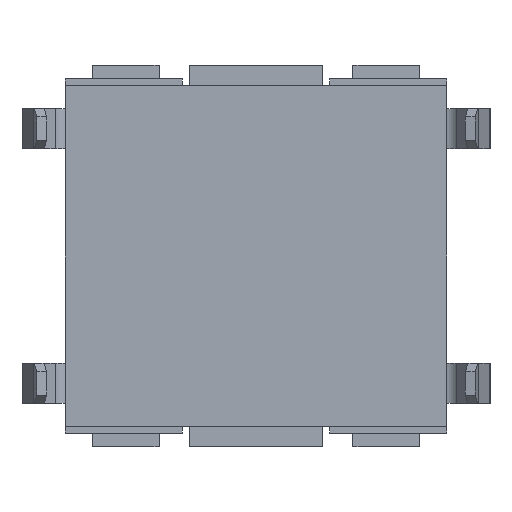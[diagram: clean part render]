
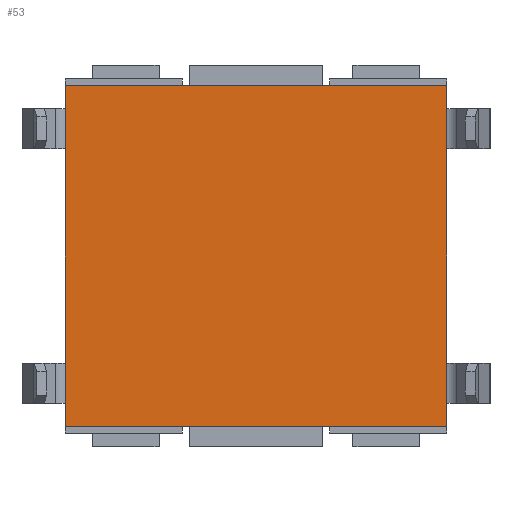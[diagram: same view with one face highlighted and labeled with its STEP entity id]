
A CAD part, front view. The second image highlights one B-rep face of the part: STEP entity #53.
In plain terms, the highlighted planar face has unit normal (0, -1, 0).
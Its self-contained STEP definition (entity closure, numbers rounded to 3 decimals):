
#7 = EDGE_CURVE ( 'NONE', #4277, #4528, #2207, .T. ) ;
#40 = ORIENTED_EDGE ( 'NONE', *, *, #4535, .F. ) ;
#41 = ORIENTED_EDGE ( 'NONE', *, *, #4440, .F. ) ;
#42 = ORIENTED_EDGE ( 'NONE', *, *, #4527, .F. ) ;
#44 = EDGE_LOOP ( 'NONE', ( #45, #42, #41, #40 ) ) ;
#45 = ORIENTED_EDGE ( 'NONE', *, *, #7, .T. ) ;
#53 = ADVANCED_FACE ( 'NONE', ( #2264 ), #2262, .T. ) ;
#276 = CARTESIAN_POINT ( 'NONE',  ( -5.7, 0., 5.1 ) ) ;
#343 = CARTESIAN_POINT ( 'NONE',  ( -5.7, 0., -5.1 ) ) ;
#604 = DIRECTION ( 'NONE',  ( 1., 0., 0. ) ) ;
#605 = VECTOR ( 'NONE', #604, 1000. ) ;
#606 = CARTESIAN_POINT ( 'NONE',  ( 5.7, 0., 5.1 ) ) ;
#607 = LINE ( 'NONE', #606, #605 ) ;
#707 = CARTESIAN_POINT ( 'NONE',  ( 5.7, 0., 5.1 ) ) ;
#712 = DIRECTION ( 'NONE',  ( 0., 0., 1. ) ) ;
#713 = VECTOR ( 'NONE', #712, 1000. ) ;
#714 = CARTESIAN_POINT ( 'NONE',  ( -5.7, 0., 0. ) ) ;
#715 = LINE ( 'NONE', #714, #713 ) ;
#716 = CARTESIAN_POINT ( 'NONE',  ( 5.7, 0., -5.1 ) ) ;
#717 = DIRECTION ( 'NONE',  ( 0., 0., -1. ) ) ;
#718 = VECTOR ( 'NONE', #717, 1000. ) ;
#719 = CARTESIAN_POINT ( 'NONE',  ( 5.7, 0., 0. ) ) ;
#720 = LINE ( 'NONE', #719, #718 ) ;
#2204 = DIRECTION ( 'NONE',  ( 1., 0., 0. ) ) ;
#2205 = VECTOR ( 'NONE', #2204, 1000. ) ;
#2206 = CARTESIAN_POINT ( 'NONE',  ( -5.7, 0., -5.1 ) ) ;
#2207 = LINE ( 'NONE', #2206, #2205 ) ;
#2258 = DIRECTION ( 'NONE',  ( 0., 0., -1. ) ) ;
#2259 = DIRECTION ( 'NONE',  ( 0., -1., 0. ) ) ;
#2260 = CARTESIAN_POINT ( 'NONE',  ( 5.7, 0., 5.1 ) ) ;
#2261 = AXIS2_PLACEMENT_3D ( 'NONE', #2260, #2259, #2258 ) ;
#2262 = PLANE ( 'NONE',  #2261 ) ;
#2264 = FACE_OUTER_BOUND ( 'NONE', #44, .T. ) ;
#4240 = VERTEX_POINT ( 'NONE', #276 ) ;
#4277 = VERTEX_POINT ( 'NONE', #343 ) ;
#4440 = EDGE_CURVE ( 'NONE', #4240, #4537, #607, .T. ) ;
#4527 = EDGE_CURVE ( 'NONE', #4537, #4528, #720, .T. ) ;
#4528 = VERTEX_POINT ( 'NONE', #716 ) ;
#4535 = EDGE_CURVE ( 'NONE', #4277, #4240, #715, .T. ) ;
#4537 = VERTEX_POINT ( 'NONE', #707 ) ;
